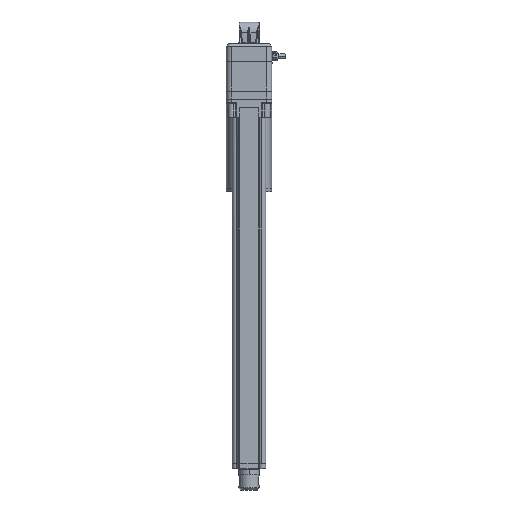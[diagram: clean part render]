
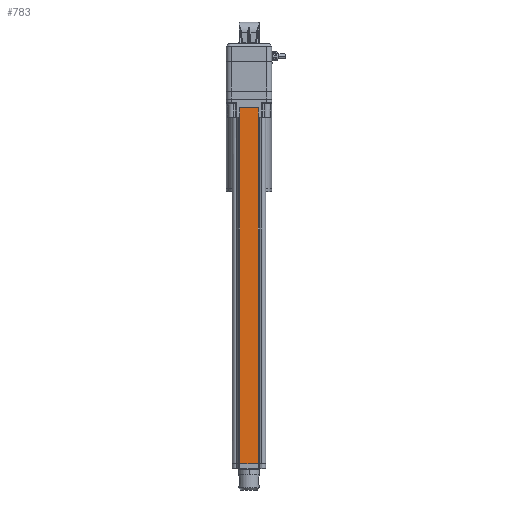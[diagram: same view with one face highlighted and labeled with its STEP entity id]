
A CAD part, front view. The second image highlights one B-rep face of the part: STEP entity #783.
In plain terms, the highlighted planar face has unit normal (0, 1, 0).
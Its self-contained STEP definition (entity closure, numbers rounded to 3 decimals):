
#723=CARTESIAN_POINT('',(-45.805,-19.946,-311.298));
#724=VERTEX_POINT('',#723);
#733=CARTESIAN_POINT('',(-45.805,-19.946,45.502));
#734=VERTEX_POINT('',#733);
#735=CARTESIAN_POINT('',(-45.805,-19.946,-311.298));
#736=CARTESIAN_POINT('',(-45.805,-19.946,-222.098));
#737=CARTESIAN_POINT('',(-45.805,-19.946,-43.698));
#738=CARTESIAN_POINT('',(-45.805,-19.946,45.502));
#739=B_SPLINE_CURVE_WITH_KNOTS('',3,(#735,#736,#737,#738),.UNSPECIFIED.,.F.,.U.,(4,4),(0.,1.),.UNSPECIFIED.);
#740=EDGE_CURVE('',#724,#734,#739,.T.);
#752=CARTESIAN_POINT('',(-50.052,-19.946,-183.378));
#753=DIRECTION('',(0.,0.,1.));
#754=DIRECTION('',(0.,1.,0.));
#755=AXIS2_PLACEMENT_3D('',#752,#754,#753);
#756=PLANE('',#755);
#757=CARTESIAN_POINT('',(-64.298,-19.946,-311.298));
#758=VERTEX_POINT('',#757);
#759=CARTESIAN_POINT('',(-45.805,-19.946,-311.298));
#760=DIRECTION('',(-1.,0.,0.));
#761=VECTOR('',#760,18.494);
#762=LINE('',#759,#761);
#763=EDGE_CURVE('',#724,#758,#762,.T.);
#764=ORIENTED_EDGE('E569',*,*,#763,.T.);
#765=CARTESIAN_POINT('',(-64.298,-19.946,45.502));
#766=VERTEX_POINT('',#765);
#767=CARTESIAN_POINT('',(-64.298,-19.946,-311.298));
#768=CARTESIAN_POINT('',(-64.298,-19.946,-222.098));
#769=CARTESIAN_POINT('',(-64.298,-19.946,-43.698));
#770=CARTESIAN_POINT('',(-64.298,-19.946,45.502));
#771=B_SPLINE_CURVE_WITH_KNOTS('',3,(#767,#768,#769,#770),.UNSPECIFIED.,.F.,.U.,(4,4),(0.,1.),.UNSPECIFIED.);
#772=EDGE_CURVE('',#758,#766,#771,.T.);
#773=ORIENTED_EDGE('E570',*,*,#772,.T.);
#774=CARTESIAN_POINT('',(-64.298,-19.946,45.502));
#775=DIRECTION('',(1.,0.,0.));
#776=VECTOR('',#775,18.494);
#777=LINE('',#774,#776);
#778=EDGE_CURVE('',#766,#734,#777,.T.);
#779=ORIENTED_EDGE('E571',*,*,#778,.T.);
#780=ORIENTED_EDGE('E571',*,*,#740,.F.);
#781=EDGE_LOOP('',(#764,#773,#779,#780));
#782=FACE_OUTER_BOUND('',#781,.T.);
#783=ADVANCED_FACE('F208',(#782),#756,.T.);
